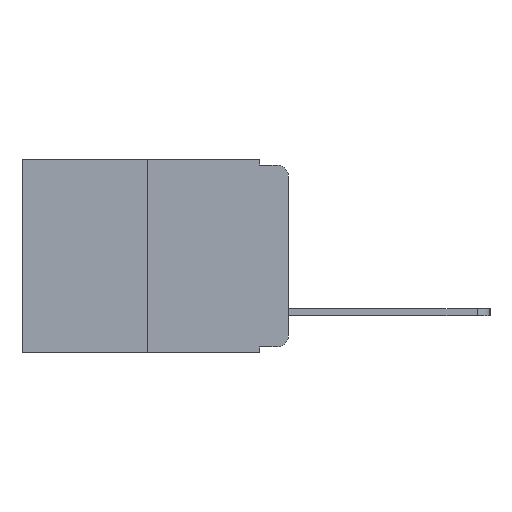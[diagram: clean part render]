
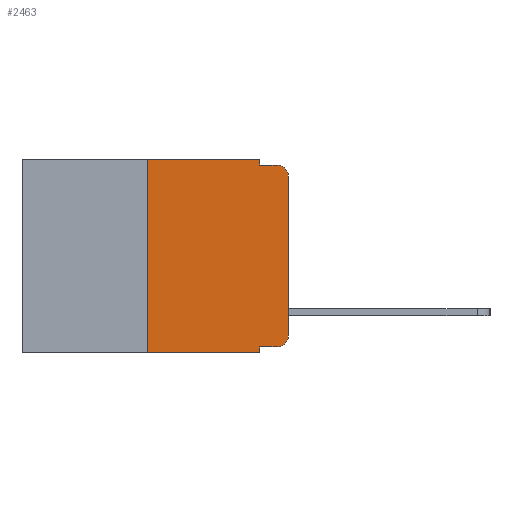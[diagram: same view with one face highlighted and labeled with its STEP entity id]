
A CAD part, left-side view. The second image highlights one B-rep face of the part: STEP entity #2463.
In plain terms, the highlighted planar face has unit normal (-1, 0, 0).
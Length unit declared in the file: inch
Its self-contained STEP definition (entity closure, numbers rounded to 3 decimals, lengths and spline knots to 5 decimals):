
#182 = LINE ( 'NONE', #12989, #12344 ) ;
#685 = CARTESIAN_POINT ( 'NONE',  ( 0., 0.473, 0. ) ) ;
#750 = VECTOR ( 'NONE', #7628, 39.37008 ) ;
#813 = ORIENTED_EDGE ( 'NONE', *, *, #18900, .T. ) ;
#843 = EDGE_CURVE ( 'NONE', #8947, #10579, #11019, .T. ) ;
#851 = ORIENTED_EDGE ( 'NONE', *, *, #843, .T. ) ;
#1002 = ORIENTED_EDGE ( 'NONE', *, *, #2004, .F. ) ;
#1094 = ORIENTED_EDGE ( 'NONE', *, *, #4172, .F. ) ;
#1144 = ORIENTED_EDGE ( 'NONE', *, *, #15976, .F. ) ;
#1228 = ORIENTED_EDGE ( 'NONE', *, *, #3124, .F. ) ;
#1289 = ORIENTED_EDGE ( 'NONE', *, *, #3155, .T. ) ;
#1292 = VECTOR ( 'NONE', #2898, 39.37008 ) ;
#1301 = ORIENTED_EDGE ( 'NONE', *, *, #8359, .F. ) ;
#1500 = ORIENTED_EDGE ( 'NONE', *, *, #7332, .T. ) ;
#1518 = ORIENTED_EDGE ( 'NONE', *, *, #9398, .T. ) ;
#1795 = CARTESIAN_POINT ( 'NONE',  ( 0., 0., 0. ) ) ;
#1913 = CARTESIAN_POINT ( 'NONE',  ( 0., 0.02, -0.01 ) ) ;
#2004 = EDGE_CURVE ( 'NONE', #8519, #10579, #16174, .T. ) ;
#2077 = VERTEX_POINT ( 'NONE', #2871 ) ;
#2463 = ADVANCED_FACE ( 'NONE', ( #9020 ), #5222, .F. ) ;
#2480 = VERTEX_POINT ( 'NONE', #6856 ) ;
#2645 = AXIS2_PLACEMENT_3D ( 'NONE', #7031, #11359, #5577 ) ;
#2871 = CARTESIAN_POINT ( 'NONE',  ( 0., 0.051, -0.333 ) ) ;
#2898 = DIRECTION ( 'NONE',  ( 0., 0., 1. ) ) ;
#3124 = EDGE_CURVE ( 'NONE', #13219, #12915, #14258, .T. ) ;
#3155 = EDGE_CURVE ( 'NONE', #13219, #5501, #9236, .T. ) ;
#3457 = DIRECTION ( 'NONE',  ( 0., 0., 1. ) ) ;
#4070 = CARTESIAN_POINT ( 'NONE',  ( 0., 0.051, -0.01 ) ) ;
#4172 = EDGE_CURVE ( 'NONE', #2480, #8519, #15377, .T. ) ;
#4307 = LINE ( 'NONE', #1795, #17021 ) ;
#4380 = CARTESIAN_POINT ( 'NONE',  ( 0., 0.02, -0.333 ) ) ;
#4415 = VECTOR ( 'NONE', #11808, 39.37008 ) ;
#5222 = PLANE ( 'NONE',  #10140 ) ;
#5334 = LINE ( 'NONE', #19866, #16541 ) ;
#5501 = VERTEX_POINT ( 'NONE', #12061 ) ;
#5577 = DIRECTION ( 'NONE',  ( 0., 0., -1. ) ) ;
#6113 = CARTESIAN_POINT ( 'NONE',  ( 0., 0.02, -0.313 ) ) ;
#6289 = DIRECTION ( 'NONE',  ( 0., 0., -1. ) ) ;
#6633 = CARTESIAN_POINT ( 'NONE',  ( 0., 0.051, -0.01 ) ) ;
#6719 = DIRECTION ( 'NONE',  ( 1., 0., 0. ) ) ;
#6856 = CARTESIAN_POINT ( 'NONE',  ( 0., 0.051, 0. ) ) ;
#7031 = CARTESIAN_POINT ( 'NONE',  ( 0., 0.02, -0.03 ) ) ;
#7332 = EDGE_CURVE ( 'NONE', #2077, #15011, #182, .T. ) ;
#7351 = LINE ( 'NONE', #685, #18978 ) ;
#7628 = DIRECTION ( 'NONE',  ( 0., -1., 0. ) ) ;
#7664 = DIRECTION ( 'NONE',  ( 0., 0., -1. ) ) ;
#8028 = CARTESIAN_POINT ( 'NONE',  ( 0., 0., -0.03 ) ) ;
#8359 = EDGE_CURVE ( 'NONE', #2077, #5501, #5334, .T. ) ;
#8519 = VERTEX_POINT ( 'NONE', #6633 ) ;
#8947 = VERTEX_POINT ( 'NONE', #8028 ) ;
#9020 = FACE_OUTER_BOUND ( 'NONE', #15693, .T. ) ;
#9236 = LINE ( 'NONE', #16751, #750 ) ;
#9398 = EDGE_CURVE ( 'NONE', #15011, #12655, #9622, .T. ) ;
#9622 = CIRCLE ( 'NONE', #12265, 0.02 ) ;
#10140 = AXIS2_PLACEMENT_3D ( 'NONE', #18785, #6719, #15988 ) ;
#10159 = DIRECTION ( 'NONE',  ( 0., -1., 0. ) ) ;
#10579 = VERTEX_POINT ( 'NONE', #1913 ) ;
#11019 = CIRCLE ( 'NONE', #2645, 0.02 ) ;
#11359 = DIRECTION ( 'NONE',  ( -1., 0., 0. ) ) ;
#11808 = DIRECTION ( 'NONE',  ( 0., -1., 0. ) ) ;
#12046 = CARTESIAN_POINT ( 'NONE',  ( 0., 0.051, 0. ) ) ;
#12061 = CARTESIAN_POINT ( 'NONE',  ( 0., 0.051, -0.343 ) ) ;
#12206 = CARTESIAN_POINT ( 'NONE',  ( 0., 0.25, 0. ) ) ;
#12265 = AXIS2_PLACEMENT_3D ( 'NONE', #6113, #16784, #7664 ) ;
#12344 = VECTOR ( 'NONE', #18945, 39.37008 ) ;
#12655 = VERTEX_POINT ( 'NONE', #16566 ) ;
#12915 = VERTEX_POINT ( 'NONE', #17155 ) ;
#12989 = CARTESIAN_POINT ( 'NONE',  ( 0., 0.051, -0.333 ) ) ;
#13219 = VERTEX_POINT ( 'NONE', #16411 ) ;
#14258 = LINE ( 'NONE', #12206, #1292 ) ;
#15011 = VERTEX_POINT ( 'NONE', #4380 ) ;
#15377 = LINE ( 'NONE', #12046, #18902 ) ;
#15693 = EDGE_LOOP ( 'NONE', ( #813, #851, #1002, #1094, #1144, #1228, #1289, #1301, #1500, #1518 ) ) ;
#15976 = EDGE_CURVE ( 'NONE', #12915, #2480, #7351, .T. ) ;
#15988 = DIRECTION ( 'NONE',  ( 0., 0., -1. ) ) ;
#16174 = LINE ( 'NONE', #4070, #4415 ) ;
#16411 = CARTESIAN_POINT ( 'NONE',  ( 0., 0.25, -0.343 ) ) ;
#16541 = VECTOR ( 'NONE', #6289, 39.37008 ) ;
#16566 = CARTESIAN_POINT ( 'NONE',  ( 0., 0., -0.313 ) ) ;
#16751 = CARTESIAN_POINT ( 'NONE',  ( 0., 0.473, -0.343 ) ) ;
#16784 = DIRECTION ( 'NONE',  ( -1., 0., 0. ) ) ;
#17021 = VECTOR ( 'NONE', #3457, 39.37008 ) ;
#17155 = CARTESIAN_POINT ( 'NONE',  ( 0., 0.25, 0. ) ) ;
#18785 = CARTESIAN_POINT ( 'NONE',  ( 0., 0.473, 0. ) ) ;
#18900 = EDGE_CURVE ( 'NONE', #12655, #8947, #4307, .T. ) ;
#18902 = VECTOR ( 'NONE', #19509, 39.37008 ) ;
#18945 = DIRECTION ( 'NONE',  ( 0., -1., 0. ) ) ;
#18978 = VECTOR ( 'NONE', #10159, 39.37008 ) ;
#19509 = DIRECTION ( 'NONE',  ( 0., 0., -1. ) ) ;
#19866 = CARTESIAN_POINT ( 'NONE',  ( 0., 0.051, 0. ) ) ;
